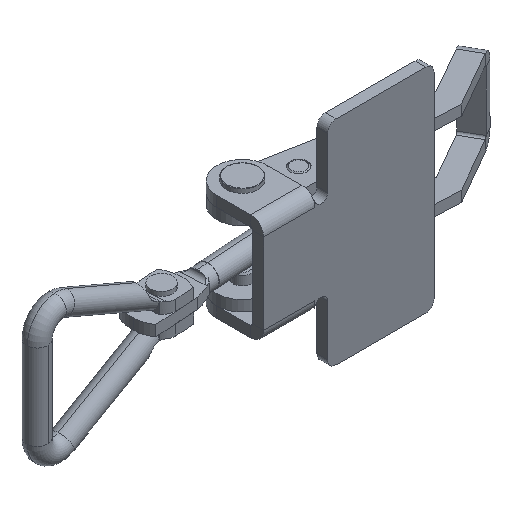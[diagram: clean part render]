
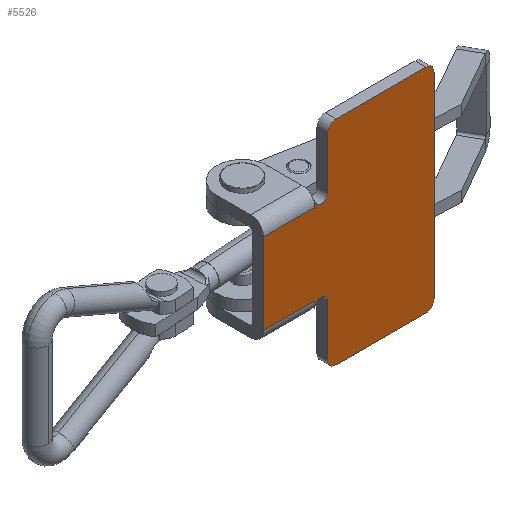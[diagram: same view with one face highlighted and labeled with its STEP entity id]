
A CAD part, isometric view. The second image highlights one B-rep face of the part: STEP entity #5526.
In plain terms, the highlighted planar face has unit normal (0, -1, 0).
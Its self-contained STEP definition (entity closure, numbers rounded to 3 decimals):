
#63 = EDGE_CURVE ( 'NONE', #5500, #683, #310, .T. ) ;
#66 = EDGE_CURVE ( 'NONE', #2410, #3321, #387, .T. ) ;
#80 = ORIENTED_EDGE ( 'NONE', *, *, #5637, .F. ) ;
#122 = DIRECTION ( 'NONE',  ( 0., 0., 1. ) ) ;
#230 = CARTESIAN_POINT ( 'NONE',  ( 17., -2.5, -2. ) ) ;
#235 = DIRECTION ( 'NONE',  ( 0., 0., -1. ) ) ;
#310 = CIRCLE ( 'NONE', #3530, 1.5 ) ;
#319 = LINE ( 'NONE', #3670, #1564 ) ;
#358 = ORIENTED_EDGE ( 'NONE', *, *, #66, .F. ) ;
#364 = CARTESIAN_POINT ( 'NONE',  ( 12., -2.5, -15.5 ) ) ;
#385 = DIRECTION ( 'NONE',  ( -1., 0., 0. ) ) ;
#387 = CIRCLE ( 'NONE', #3853, 2. ) ;
#490 = LINE ( 'NONE', #3189, #951 ) ;
#531 = ORIENTED_EDGE ( 'NONE', *, *, #4219, .F. ) ;
#547 = FACE_OUTER_BOUND ( 'NONE', #2716, .T. ) ;
#562 = CARTESIAN_POINT ( 'NONE',  ( 15., -2.5, -36. ) ) ;
#599 = LINE ( 'NONE', #364, #5451 ) ;
#639 = EDGE_CURVE ( 'NONE', #683, #2992, #2133, .T. ) ;
#683 = VERTEX_POINT ( 'NONE', #5679 ) ;
#772 = VECTOR ( 'NONE', #1905, 1000. ) ;
#786 = ORIENTED_EDGE ( 'NONE', *, *, #63, .F. ) ;
#882 = VERTEX_POINT ( 'NONE', #2404 ) ;
#930 = ORIENTED_EDGE ( 'NONE', *, *, #2804, .F. ) ;
#944 = CARTESIAN_POINT ( 'NONE',  ( 13.5, -2.5, -36. ) ) ;
#951 = VECTOR ( 'NONE', #6017, 1000. ) ;
#965 = ORIENTED_EDGE ( 'NONE', *, *, #3167, .F. ) ;
#972 = ORIENTED_EDGE ( 'NONE', *, *, #2885, .F. ) ;
#984 = CARTESIAN_POINT ( 'NONE',  ( 17., -2.5, -50. ) ) ;
#993 = ORIENTED_EDGE ( 'NONE', *, *, #639, .F. ) ;
#1066 = CARTESIAN_POINT ( 'NONE',  ( 15., -2.5, -2. ) ) ;
#1090 = ORIENTED_EDGE ( 'NONE', *, *, #3647, .F. ) ;
#1102 = DIRECTION ( 'NONE',  ( 0., 0., -1. ) ) ;
#1249 = AXIS2_PLACEMENT_3D ( 'NONE', #5856, #3036, #235 ) ;
#1270 = VECTOR ( 'NONE', #3202, 1000. ) ;
#1279 = ORIENTED_EDGE ( 'NONE', *, *, #5198, .F. ) ;
#1281 = CARTESIAN_POINT ( 'NONE',  ( 15., -2.5, -48. ) ) ;
#1348 = CARTESIAN_POINT ( 'NONE',  ( 17., -2.5, 0. ) ) ;
#1376 = AXIS2_PLACEMENT_3D ( 'NONE', #4860, #2039, #5333 ) ;
#1437 = EDGE_CURVE ( 'NONE', #6002, #1914, #1972, .T. ) ;
#1564 = VECTOR ( 'NONE', #385, 1000. ) ;
#1572 = ORIENTED_EDGE ( 'NONE', *, *, #1437, .F. ) ;
#1580 = CARTESIAN_POINT ( 'NONE',  ( 0., -2.5, -15.5 ) ) ;
#1836 = CARTESIAN_POINT ( 'NONE',  ( 40., -2.5, -2. ) ) ;
#1839 = VERTEX_POINT ( 'NONE', #3694 ) ;
#1905 = DIRECTION ( 'NONE',  ( -1., 0., 0. ) ) ;
#1914 = VERTEX_POINT ( 'NONE', #4214 ) ;
#1972 = CIRCLE ( 'NONE', #2812, 1.5 ) ;
#1997 = LINE ( 'NONE', #984, #772 ) ;
#2026 = DIRECTION ( 'NONE',  ( 0., 0., 1. ) ) ;
#2027 = ORIENTED_EDGE ( 'NONE', *, *, #3722, .F. ) ;
#2031 = DIRECTION ( 'NONE',  ( 0., 0., 1. ) ) ;
#2039 = DIRECTION ( 'NONE',  ( 0., 1., 0. ) ) ;
#2133 = LINE ( 'NONE', #5185, #1270 ) ;
#2404 = CARTESIAN_POINT ( 'NONE',  ( 17., -2.5, -50. ) ) ;
#2410 = VERTEX_POINT ( 'NONE', #1066 ) ;
#2414 = VERTEX_POINT ( 'NONE', #3855 ) ;
#2431 = CARTESIAN_POINT ( 'NONE',  ( 38., -2.5, 0. ) ) ;
#2438 = DIRECTION ( 'NONE',  ( 0., 1., 0. ) ) ;
#2477 = CARTESIAN_POINT ( 'NONE',  ( 13.5, -2.5, -14. ) ) ;
#2626 = VERTEX_POINT ( 'NONE', #5418 ) ;
#2716 = EDGE_LOOP ( 'NONE', ( #358, #972, #1572, #3113, #965, #1090, #4353, #993, #786, #4655, #6076, #4880, #930, #2027, #80, #1279, #531 ) ) ;
#2804 = EDGE_CURVE ( 'NONE', #2626, #882, #1997, .T. ) ;
#2812 = AXIS2_PLACEMENT_3D ( 'NONE', #2477, #5292, #4823 ) ;
#2817 = VERTEX_POINT ( 'NONE', #3311 ) ;
#2885 = EDGE_CURVE ( 'NONE', #1914, #2410, #5310, .T. ) ;
#2916 = DIRECTION ( 'NONE',  ( 0., -1., 0. ) ) ;
#2966 = CIRCLE ( 'NONE', #3998, 2. ) ;
#2992 = VERTEX_POINT ( 'NONE', #3434 ) ;
#3024 = VECTOR ( 'NONE', #4010, 1000. ) ;
#3036 = DIRECTION ( 'NONE',  ( 0., 1., 0. ) ) ;
#3113 = ORIENTED_EDGE ( 'NONE', *, *, #3908, .F. ) ;
#3124 = EDGE_CURVE ( 'NONE', #5504, #3543, #3781, .T. ) ;
#3158 = PLANE ( 'NONE',  #5904 ) ;
#3167 = EDGE_CURVE ( 'NONE', #4366, #1839, #5237, .T. ) ;
#3178 = DIRECTION ( 'NONE',  ( 0., 0., -1. ) ) ;
#3189 = CARTESIAN_POINT ( 'NONE',  ( 17., -2.5, 0. ) ) ;
#3202 = DIRECTION ( 'NONE',  ( 0., 0., 1. ) ) ;
#3240 = AXIS2_PLACEMENT_3D ( 'NONE', #5732, #2916, #122 ) ;
#3263 = DIRECTION ( 'NONE',  ( 0., 0., -1. ) ) ;
#3311 = CARTESIAN_POINT ( 'NONE',  ( 40., -2.5, -48. ) ) ;
#3321 = VERTEX_POINT ( 'NONE', #1348 ) ;
#3419 = DIRECTION ( 'NONE',  ( 0., 1., 0. ) ) ;
#3434 = CARTESIAN_POINT ( 'NONE',  ( 12., -2.5, -34.5 ) ) ;
#3475 = CIRCLE ( 'NONE', #3240, 1.5 ) ;
#3530 = AXIS2_PLACEMENT_3D ( 'NONE', #944, #5607, #2026 ) ;
#3533 = VECTOR ( 'NONE', #3263, 1000. ) ;
#3534 = CARTESIAN_POINT ( 'NONE',  ( 15., -2.5, -48. ) ) ;
#3543 = VERTEX_POINT ( 'NONE', #562 ) ;
#3554 = EDGE_CURVE ( 'NONE', #3543, #5500, #3475, .T. ) ;
#3647 = EDGE_CURVE ( 'NONE', #2414, #4366, #4138, .T. ) ;
#3648 = CIRCLE ( 'NONE', #1376, 2. ) ;
#3670 = CARTESIAN_POINT ( 'NONE',  ( 0., -2.5, -34.5 ) ) ;
#3694 = CARTESIAN_POINT ( 'NONE',  ( 12., -2.5, -15.5 ) ) ;
#3722 = EDGE_CURVE ( 'NONE', #2817, #2626, #4933, .T. ) ;
#3781 = LINE ( 'NONE', #3534, #3024 ) ;
#3850 = CARTESIAN_POINT ( 'NONE',  ( 15., -2.5, -2. ) ) ;
#3853 = AXIS2_PLACEMENT_3D ( 'NONE', #230, #3419, #1102 ) ;
#3855 = CARTESIAN_POINT ( 'NONE',  ( 0., -2.5, -34.5 ) ) ;
#3908 = EDGE_CURVE ( 'NONE', #1839, #6002, #599, .T. ) ;
#3948 = EDGE_CURVE ( 'NONE', #2992, #2414, #319, .T. ) ;
#3985 = VECTOR ( 'NONE', #2031, 1000. ) ;
#3994 = VECTOR ( 'NONE', #5917, 1000. ) ;
#3998 = AXIS2_PLACEMENT_3D ( 'NONE', #5252, #2438, #5721 ) ;
#4010 = DIRECTION ( 'NONE',  ( 0., 0., 1. ) ) ;
#4028 = CARTESIAN_POINT ( 'NONE',  ( 0., -2.5, -15.5 ) ) ;
#4060 = CARTESIAN_POINT ( 'NONE',  ( 12., -2.5, -14. ) ) ;
#4076 = CARTESIAN_POINT ( 'NONE',  ( 40., -2.5, -2. ) ) ;
#4090 = CARTESIAN_POINT ( 'NONE',  ( 13.5, -2.5, -34.5 ) ) ;
#4138 = LINE ( 'NONE', #1580, #3985 ) ;
#4214 = CARTESIAN_POINT ( 'NONE',  ( 15., -2.5, -14. ) ) ;
#4215 = VECTOR ( 'NONE', #4759, 1000. ) ;
#4219 = EDGE_CURVE ( 'NONE', #3321, #5695, #490, .T. ) ;
#4353 = ORIENTED_EDGE ( 'NONE', *, *, #3948, .F. ) ;
#4366 = VERTEX_POINT ( 'NONE', #5627 ) ;
#4582 = DIRECTION ( 'NONE',  ( 0., 0., 1. ) ) ;
#4655 = ORIENTED_EDGE ( 'NONE', *, *, #3554, .F. ) ;
#4759 = DIRECTION ( 'NONE',  ( 0., 0., 1. ) ) ;
#4823 = DIRECTION ( 'NONE',  ( 0., 0., -1. ) ) ;
#4860 = CARTESIAN_POINT ( 'NONE',  ( 17., -2.5, -48. ) ) ;
#4880 = ORIENTED_EDGE ( 'NONE', *, *, #5314, .F. ) ;
#4928 = VERTEX_POINT ( 'NONE', #4076 ) ;
#4933 = CIRCLE ( 'NONE', #1249, 2. ) ;
#5047 = CARTESIAN_POINT ( 'NONE',  ( 17., -2.5, -2. ) ) ;
#5185 = CARTESIAN_POINT ( 'NONE',  ( 12., -2.5, -34.5 ) ) ;
#5198 = EDGE_CURVE ( 'NONE', #5695, #4928, #2966, .T. ) ;
#5237 = LINE ( 'NONE', #4028, #3994 ) ;
#5252 = CARTESIAN_POINT ( 'NONE',  ( 38., -2.5, -2. ) ) ;
#5292 = DIRECTION ( 'NONE',  ( 0., -1., 0. ) ) ;
#5310 = LINE ( 'NONE', #3850, #4215 ) ;
#5314 = EDGE_CURVE ( 'NONE', #882, #5504, #3648, .T. ) ;
#5333 = DIRECTION ( 'NONE',  ( 0., 0., 1. ) ) ;
#5418 = CARTESIAN_POINT ( 'NONE',  ( 38., -2.5, -50. ) ) ;
#5451 = VECTOR ( 'NONE', #4582, 1000. ) ;
#5500 = VERTEX_POINT ( 'NONE', #4090 ) ;
#5504 = VERTEX_POINT ( 'NONE', #1281 ) ;
#5526 = ADVANCED_FACE ( 'NONE', ( #547 ), #3158, .T. ) ;
#5607 = DIRECTION ( 'NONE',  ( 0., -1., 0. ) ) ;
#5627 = CARTESIAN_POINT ( 'NONE',  ( 0., -2.5, -15.5 ) ) ;
#5637 = EDGE_CURVE ( 'NONE', #4928, #2817, #6034, .T. ) ;
#5679 = CARTESIAN_POINT ( 'NONE',  ( 12., -2.5, -36. ) ) ;
#5695 = VERTEX_POINT ( 'NONE', #2431 ) ;
#5721 = DIRECTION ( 'NONE',  ( 0., 0., 1. ) ) ;
#5732 = CARTESIAN_POINT ( 'NONE',  ( 13.5, -2.5, -36. ) ) ;
#5856 = CARTESIAN_POINT ( 'NONE',  ( 38., -2.5, -48. ) ) ;
#5904 = AXIS2_PLACEMENT_3D ( 'NONE', #5047, #6001, #3178 ) ;
#5917 = DIRECTION ( 'NONE',  ( 1., 0., 0. ) ) ;
#6001 = DIRECTION ( 'NONE',  ( 0., -1., 0. ) ) ;
#6002 = VERTEX_POINT ( 'NONE', #4060 ) ;
#6017 = DIRECTION ( 'NONE',  ( 1., 0., 0. ) ) ;
#6034 = LINE ( 'NONE', #1836, #3533 ) ;
#6076 = ORIENTED_EDGE ( 'NONE', *, *, #3124, .F. ) ;
